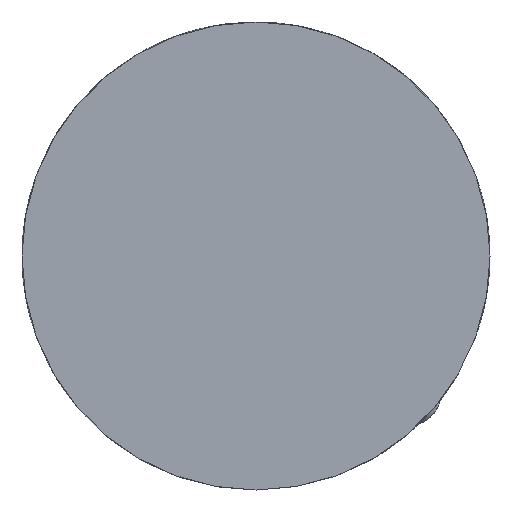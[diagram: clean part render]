
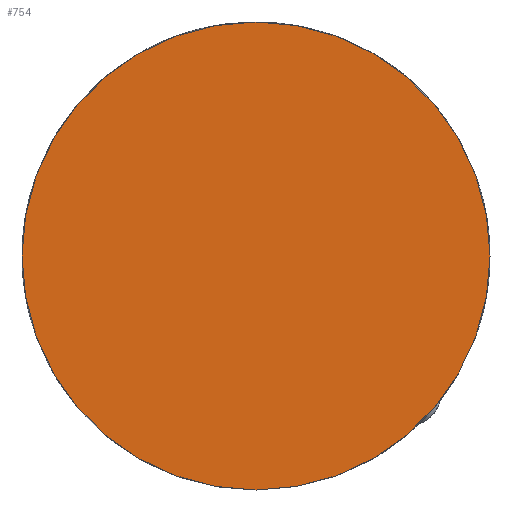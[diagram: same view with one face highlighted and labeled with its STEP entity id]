
A CAD part, front view. The second image highlights one B-rep face of the part: STEP entity #754.
In plain terms, the highlighted planar face has unit normal (0, -1, 0).
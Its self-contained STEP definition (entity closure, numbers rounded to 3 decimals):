
#78 = AXIS2_PLACEMENT_3D ( 'NONE', #4245, #4233, #4157 ) ;
#424 = VERTEX_POINT ( 'NONE', #6180 ) ;
#754 = ADVANCED_FACE ( 'NONE', ( #2476 ), #4483, .F. ) ;
#1233 = CIRCLE ( 'NONE', #5921, 57.3 ) ;
#1466 = ORIENTED_EDGE ( 'NONE', *, *, #6704, .T. ) ;
#2177 = ORIENTED_EDGE ( 'NONE', *, *, #6307, .T. ) ;
#2268 = CIRCLE ( 'NONE', #5715, 57.3 ) ;
#2476 = FACE_OUTER_BOUND ( 'NONE', #4844, .T. ) ;
#3123 = CARTESIAN_POINT ( 'NONE',  ( 1405.5, -20.5, 1765. ) ) ;
#3810 = CARTESIAN_POINT ( 'NONE',  ( 1405.5, -20.5, 1765. ) ) ;
#3829 = DIRECTION ( 'NONE',  ( 0., 0., 1. ) ) ;
#3839 = DIRECTION ( 'NONE',  ( 0., -1., 0. ) ) ;
#4157 = DIRECTION ( 'NONE',  ( 0., 0., 1. ) ) ;
#4233 = DIRECTION ( 'NONE',  ( 0., 1., 0. ) ) ;
#4245 = CARTESIAN_POINT ( 'NONE',  ( 1347.512, -20.5, 1707.012 ) ) ;
#4353 = DIRECTION ( 'NONE',  ( 0., -1., 0. ) ) ;
#4483 = PLANE ( 'NONE',  #78 ) ;
#4844 = EDGE_LOOP ( 'NONE', ( #2177, #1466 ) ) ;
#5715 = AXIS2_PLACEMENT_3D ( 'NONE', #3810, #3839, #3829 ) ;
#5855 = CARTESIAN_POINT ( 'NONE',  ( 1405.5, -20.5, 1707.7 ) ) ;
#5921 = AXIS2_PLACEMENT_3D ( 'NONE', #3123, #4353, #6638 ) ;
#6180 = CARTESIAN_POINT ( 'NONE',  ( 1405.5, -20.5, 1822.3 ) ) ;
#6307 = EDGE_CURVE ( 'NONE', #424, #6467, #1233, .T. ) ;
#6467 = VERTEX_POINT ( 'NONE', #5855 ) ;
#6638 = DIRECTION ( 'NONE',  ( 0., 0., 1. ) ) ;
#6704 = EDGE_CURVE ( 'NONE', #6467, #424, #2268, .T. ) ;
